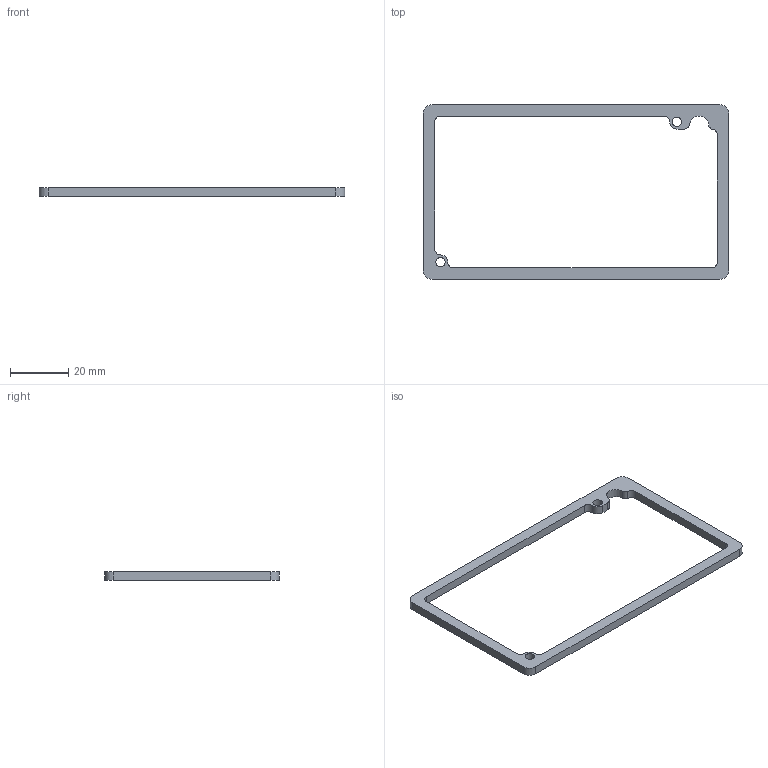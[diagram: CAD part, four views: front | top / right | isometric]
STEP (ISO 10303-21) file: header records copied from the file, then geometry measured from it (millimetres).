
FILE_DESCRIPTION(/* description */ ('SUPLEMENTO RAMPS'),/* implementation_level */ '2;1');
FILE_NAME(/* name */ 'C04H030026-ramps-plastic-support.stp',/* time_stamp */ '2014-12-22T14:53:47+01:00',/* author */ ('MARCHA TECHNOLOGY'),/* organization */ ('MARCHA TECHNOLOGY'),/* preprocessor_version */ 'ST-DEVELOPER v15.6',/* originating_system */ 'Autodesk Inventor 2015',/* authorisation */ '');
FILE_SCHEMA (('CONFIG_CONTROL_DESIGN'));
Length unit declared in the file: millimetre
Products named in the file (1): C04H030026-ramps-plastic-support
Bounding box: 105 x 60 x 3 mm (x, y, z)
Volume: 3798.4 mm3; surface area: 4457.3 mm2
Topology: 1 solids, 1 shells, 28 faces, 78 edges, 52 vertices
Faces by surface type: cylinder 17, plane 11
Full cylindrical faces by diameter (mm): 3.25 x2
Entity records: 942 total; most frequent: DIRECTION 168, CARTESIAN_POINT 157, ORIENTED_EDGE 152, EDGE_CURVE 76, AXIS2_PLACEMENT_3D 63, VERTEX_POINT 52, LINE 42, VECTOR 42
